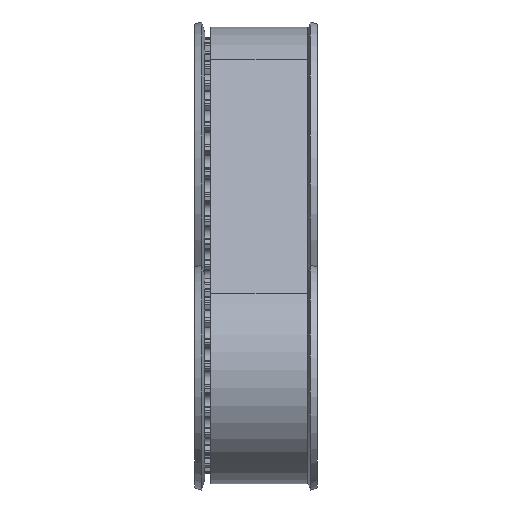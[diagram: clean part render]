
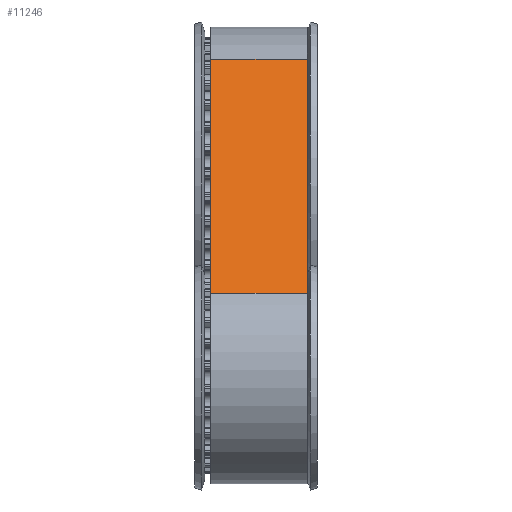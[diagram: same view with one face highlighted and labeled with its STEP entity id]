
A CAD part, front view. The second image highlights one B-rep face of the part: STEP entity #11246.
In plain terms, the highlighted face is planar.
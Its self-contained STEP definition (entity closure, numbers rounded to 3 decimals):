
#784=LINE('',#20911,#1373);
#785=LINE('',#20914,#1374);
#786=LINE('',#20916,#1375);
#787=LINE('',#20917,#1376);
#1373=VECTOR('',#17089,1000.);
#1374=VECTOR('',#17092,1000.);
#1375=VECTOR('',#17093,1000.);
#1376=VECTOR('',#17094,1000.);
#2509=FACE_OUTER_BOUND('',#3124,.T.);
#3124=EDGE_LOOP('',(#10568,#10569,#10570,#10571));
#5385=VERTEX_POINT('',#20904);
#5388=VERTEX_POINT('',#20909);
#5389=VERTEX_POINT('',#20913);
#5390=VERTEX_POINT('',#20915);
#7117=EDGE_CURVE('',#5385,#5388,#784,.T.);
#7118=EDGE_CURVE('',#5389,#5388,#785,.T.);
#7119=EDGE_CURVE('',#5390,#5389,#786,.T.);
#7120=EDGE_CURVE('',#5390,#5385,#787,.T.);
#10568=ORIENTED_EDGE('',*,*,#7118,.F.);
#10569=ORIENTED_EDGE('',*,*,#7119,.F.);
#10570=ORIENTED_EDGE('',*,*,#7120,.T.);
#10571=ORIENTED_EDGE('',*,*,#7117,.T.);
#10650=PLANE('',#13074);
#11246=ADVANCED_FACE('',(#2509),#10650,.T.);
#13074=AXIS2_PLACEMENT_3D('',#20912,#17090,#17091);
#17089=DIRECTION('',(0.,0.,1.));
#17090=DIRECTION('center_axis',(-0.795,-0.607,0.));
#17091=DIRECTION('ref_axis',(0.607,-0.795,0.));
#17092=DIRECTION('',(0.607,-0.795,0.));
#17093=DIRECTION('',(0.,0.,1.));
#17094=DIRECTION('',(0.607,-0.795,0.));
#20904=CARTESIAN_POINT('',(34.474,-124.849,-30.));
#20909=CARTESIAN_POINT('',(34.474,-124.849,0.));
#20911=CARTESIAN_POINT('',(34.474,-124.849,-30.));
#20912=CARTESIAN_POINT('Origin',(34.474,-124.849,-30.));
#20913=CARTESIAN_POINT('',(-38.446,-29.359,0.));
#20914=CARTESIAN_POINT('',(34.474,-124.849,0.));
#20915=CARTESIAN_POINT('',(-38.446,-29.359,-30.));
#20916=CARTESIAN_POINT('',(-38.446,-29.359,-30.));
#20917=CARTESIAN_POINT('',(34.474,-124.849,-30.));
